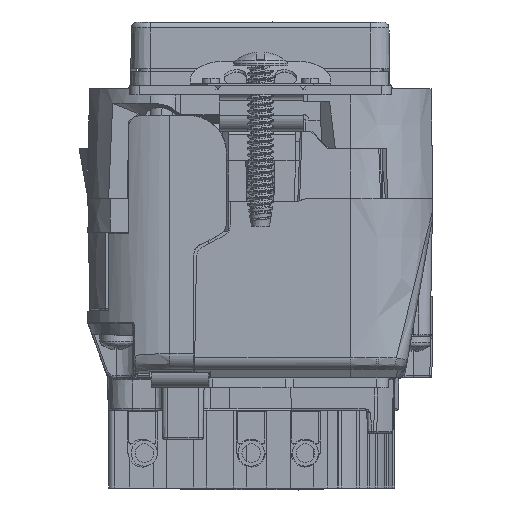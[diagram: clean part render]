
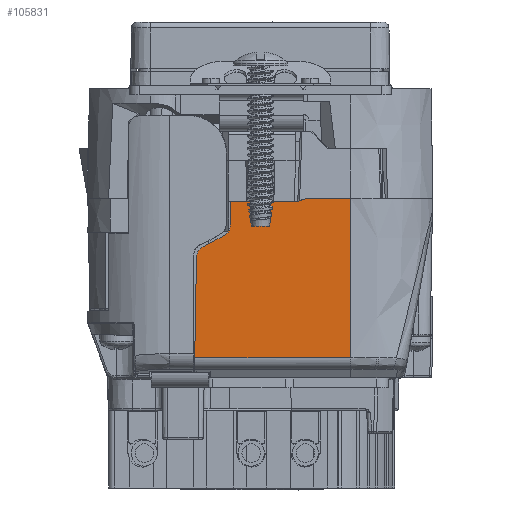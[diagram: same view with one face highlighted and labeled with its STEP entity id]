
A CAD part, front view. The second image highlights one B-rep face of the part: STEP entity #105831.
In plain terms, the highlighted planar face has unit normal (0, -1, -0.018).
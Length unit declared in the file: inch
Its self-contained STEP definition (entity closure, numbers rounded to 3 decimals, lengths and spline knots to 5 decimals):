
#632 =( BOUNDED_CURVE ( )  B_SPLINE_CURVE ( 3, ( #211469, #57755, #231194, #194385 ),
 .UNSPECIFIED., .F., .F. ) 
 B_SPLINE_CURVE_WITH_KNOTS ( ( 4, 4 ),
 ( 3.55508, 3.72651 ),
 .UNSPECIFIED. ) 
 CURVE ( )  GEOMETRIC_REPRESENTATION_ITEM ( )  RATIONAL_B_SPLINE_CURVE ( ( 1., 0.998, 0.998, 1. ) ) 
 REPRESENTATION_ITEM ( '' )  );
#1185 = EDGE_CURVE ( 'NONE', #220328, #140013, #199981, .T. ) ;
#4962 = ORIENTED_EDGE ( 'NONE', *, *, #73989, .T. ) ;
#5958 = CARTESIAN_POINT ( 'NONE',  ( 1.71305, 0.83673, 2.05274 ) ) ;
#6786 = LINE ( 'NONE', #200883, #239203 ) ;
#14857 = CARTESIAN_POINT ( 'NONE',  ( 1.45288, 0.823, 2.83907 ) ) ;
#15275 = CARTESIAN_POINT ( 'NONE',  ( 0.953, 0.82716, 2.60109 ) ) ;
#15357 = FACE_OUTER_BOUND ( 'NONE', #146023, .T. ) ;
#17027 = CARTESIAN_POINT ( 'NONE',  ( 1.49491, 0.82274, 2.85437 ) ) ;
#19773 = ORIENTED_EDGE ( 'NONE', *, *, #111178, .T. ) ;
#21304 =( BOUNDED_CURVE ( )  B_SPLINE_CURVE ( 3, ( #74379, #15275, #111216, #245916 ),
 .UNSPECIFIED., .F., .F. ) 
 B_SPLINE_CURVE_WITH_KNOTS ( ( 4, 4 ),
 ( 0.41348, 1.55334 ),
 .UNSPECIFIED. ) 
 CURVE ( )  GEOMETRIC_REPRESENTATION_ITEM ( )  RATIONAL_B_SPLINE_CURVE ( ( 1., 0.895, 0.895, 1. ) ) 
 REPRESENTATION_ITEM ( '' )  );
#23177 = CARTESIAN_POINT ( 'NONE',  ( 1.11005, 0.82303, 2.83722 ) ) ;
#23941 = EDGE_CURVE ( 'NONE', #176076, #243624, #21304, .T. ) ;
#28556 = CARTESIAN_POINT ( 'NONE',  ( 1.11005, 0.82509, 2.71975 ) ) ;
#29245 = CARTESIAN_POINT ( 'NONE',  ( 1.11005, 0.82277, 2.85222 ) ) ;
#31970 = CARTESIAN_POINT ( 'NONE',  ( 1.45259, 0.82303, 2.83722 ) ) ;
#34806 = ORIENTED_EDGE ( 'NONE', *, *, #1185, .T. ) ;
#35906 = VECTOR ( 'NONE', #71074, 39.37008 ) ;
#39878 = EDGE_CURVE ( 'NONE', #198883, #74001, #93112, .T. ) ;
#48204 = LINE ( 'NONE', #148734, #35906 ) ;
#48923 = DIRECTION ( 'NONE',  ( 0., 0.017, -1. ) ) ;
#54135 = CARTESIAN_POINT ( 'NONE',  ( 1.71207, 0.83673, 2.05274 ) ) ;
#54888 = CARTESIAN_POINT ( 'NONE',  ( 1.71305, 0.82277, 2.85222 ) ) ;
#55218 = AXIS2_PLACEMENT_3D ( 'NONE', #186595, #66331, #87675 ) ;
#56648 = DIRECTION ( 'NONE',  ( -0.017, 0.017, -1. ) ) ;
#57755 = CARTESIAN_POINT ( 'NONE',  ( 1.01276, 0.8267, 2.62732 ) ) ;
#58083 = ORIENTED_EDGE ( 'NONE', *, *, #119656, .T. ) ;
#60104 = CARTESIAN_POINT ( 'NONE',  ( 1.08318, 0.82596, 2.66972 ) ) ;
#64373 = DIRECTION ( 'NONE',  ( 0., -0.017, 1. ) ) ;
#66331 = DIRECTION ( 'NONE',  ( 0., -1., -0.017 ) ) ;
#69752 = CARTESIAN_POINT ( 'NONE',  ( 1.45266, 0.82303, 2.83765 ) ) ;
#70500 = CARTESIAN_POINT ( 'NONE',  ( 1.71305, 0.83673, 2.05274 ) ) ;
#71074 = DIRECTION ( 'NONE',  ( -1., 0., 0. ) ) ;
#73989 = EDGE_CURVE ( 'NONE', #243624, #198883, #222813, .T. ) ;
#74001 = VERTEX_POINT ( 'NONE', #171142 ) ;
#74379 = CARTESIAN_POINT ( 'NONE',  ( 0.97509, 0.82699, 2.61079 ) ) ;
#83617 =( BOUNDED_CURVE ( )  B_SPLINE_CURVE ( 3, ( #28556, #203702, #242100, #144862 ),
 .UNSPECIFIED., .F., .F. ) 
 B_SPLINE_CURVE_WITH_KNOTS ( ( 4, 4 ),
 ( 1.5708, 2.55667 ),
 .UNSPECIFIED. ) 
 CURVE ( )  GEOMETRIC_REPRESENTATION_ITEM ( )  RATIONAL_B_SPLINE_CURVE ( ( 1., 0.921, 0.921, 1. ) ) 
 REPRESENTATION_ITEM ( '' )  );
#85904 = VECTOR ( 'NONE', #113980, 39.37008 ) ;
#86453 = EDGE_CURVE ( 'NONE', #74001, #91978, #110479, .T. ) ;
#87128 = ORIENTED_EDGE ( 'NONE', *, *, #214607, .T. ) ;
#87675 = DIRECTION ( 'NONE',  ( 0., 0.017, -1. ) ) ;
#88014 = CARTESIAN_POINT ( 'NONE',  ( 1.48901, 0.82277, 2.85222 ) ) ;
#89093 = ORIENTED_EDGE ( 'NONE', *, *, #86453, .T. ) ;
#91978 = VERTEX_POINT ( 'NONE', #98730 ) ;
#93112 = LINE ( 'NONE', #5958, #224347 ) ;
#96882 = ORIENTED_EDGE ( 'NONE', *, *, #241147, .T. ) ;
#97220 = CARTESIAN_POINT ( 'NONE',  ( 1.11005, 0.82509, 2.71975 ) ) ;
#98730 = CARTESIAN_POINT ( 'NONE',  ( 1.71305, 0.83673, 2.05274 ) ) ;
#105831 = ADVANCED_FACE ( 'NONE', ( #15357 ), #244600, .T. ) ;
#107649 = CARTESIAN_POINT ( 'NONE',  ( 1.45259, 0.82303, 2.83722 ) ) ;
#110479 = B_SPLINE_CURVE_WITH_KNOTS ( 'NONE', 3,
 ( #248761, #169434, #54135, #188252, #189085, #167774, #70500 ),
 .UNSPECIFIED., .F., .F.,
 ( 4, 3, 4 ),
 ( 0., 0., 0.00003 ),
 .UNSPECIFIED. ) ;
#110810 = CARTESIAN_POINT ( 'NONE',  ( 1.45282, 0.82301, 2.83868 ) ) ;
#111178 = EDGE_CURVE ( 'NONE', #134503, #220328, #48204, .T. ) ;
#111216 = CARTESIAN_POINT ( 'NONE',  ( 0.93963, 0.82751, 2.58101 ) ) ;
#113980 = DIRECTION ( 'NONE',  ( -1., 0., 0. ) ) ;
#119656 = EDGE_CURVE ( 'NONE', #140013, #202133, #83617, .T. ) ;
#128079 = CARTESIAN_POINT ( 'NONE',  ( 1.71305, 0.82277, 2.85222 ) ) ;
#134503 = VERTEX_POINT ( 'NONE', #107649 ) ;
#137174 = ORIENTED_EDGE ( 'NONE', *, *, #39878, .T. ) ;
#140013 = VERTEX_POINT ( 'NONE', #97220 ) ;
#141867 = EDGE_CURVE ( 'NONE', #166314, #180061, #241338, .T. ) ;
#142617 = CARTESIAN_POINT ( 'NONE',  ( 1.45288, 0.823, 2.83907 ) ) ;
#142782 = DIRECTION ( 'NONE',  ( 1., 0., 0. ) ) ;
#143338 = EDGE_CURVE ( 'NONE', #176076, #202133, #632, .T. ) ;
#144862 = CARTESIAN_POINT ( 'NONE',  ( 1.08318, 0.82596, 2.66972 ) ) ;
#146023 = EDGE_LOOP ( 'NONE', ( #4962, #137174, #89093, #87128, #96882, #174388, #172841, #19773, #34806, #58083, #231726, #187262 ) ) ;
#148734 = CARTESIAN_POINT ( 'NONE',  ( 1.71305, 0.82303, 2.83722 ) ) ;
#152016 = B_SPLINE_CURVE_WITH_KNOTS ( 'NONE', 3,
 ( #14857, #110810, #69752, #31970 ),
 .UNSPECIFIED., .F., .F.,
 ( 4, 4 ),
 ( 0., 1. ),
 .UNSPECIFIED. ) ;
#158800 = VECTOR ( 'NONE', #196437, 39.37008 ) ;
#160919 = CARTESIAN_POINT ( 'NONE',  ( 0.93041, 0.83673, 2.05274 ) ) ;
#166314 = VERTEX_POINT ( 'NONE', #88014 ) ;
#167774 = CARTESIAN_POINT ( 'NONE',  ( 1.71273, 0.83673, 2.05274 ) ) ;
#169434 = CARTESIAN_POINT ( 'NONE',  ( 1.71206, 0.83673, 2.05274 ) ) ;
#171142 = CARTESIAN_POINT ( 'NONE',  ( 1.71205, 0.83673, 2.05274 ) ) ;
#172841 = ORIENTED_EDGE ( 'NONE', *, *, #238127, .T. ) ;
#174388 = ORIENTED_EDGE ( 'NONE', *, *, #141867, .T. ) ;
#176076 = VERTEX_POINT ( 'NONE', #231780 ) ;
#180061 = VERTEX_POINT ( 'NONE', #142617 ) ;
#186595 = CARTESIAN_POINT ( 'NONE',  ( 1.71305, 0.82277, 2.85222 ) ) ;
#187262 = ORIENTED_EDGE ( 'NONE', *, *, #23941, .T. ) ;
#188252 = CARTESIAN_POINT ( 'NONE',  ( 1.71207, 0.83673, 2.05274 ) ) ;
#189085 = CARTESIAN_POINT ( 'NONE',  ( 1.7124, 0.83673, 2.05274 ) ) ;
#193988 = CARTESIAN_POINT ( 'NONE',  ( 0.93921, 0.82793, 2.55689 ) ) ;
#194385 = CARTESIAN_POINT ( 'NONE',  ( 1.08318, 0.82596, 2.66972 ) ) ;
#196437 = DIRECTION ( 'NONE',  ( -0.94, 0.006, -0.342 ) ) ;
#198883 = VERTEX_POINT ( 'NONE', #160919 ) ;
#199981 = LINE ( 'NONE', #29245, #248663 ) ;
#200883 = CARTESIAN_POINT ( 'NONE',  ( 1.71305, 0.82277, 2.85222 ) ) ;
#202133 = VERTEX_POINT ( 'NONE', #60104 ) ;
#203702 = CARTESIAN_POINT ( 'NONE',  ( 1.11005, 0.82544, 2.69919 ) ) ;
#208082 = LINE ( 'NONE', #54888, #85904 ) ;
#211469 = CARTESIAN_POINT ( 'NONE',  ( 0.97509, 0.82699, 2.61079 ) ) ;
#212038 = CARTESIAN_POINT ( 'NONE',  ( 0.92948, 0.83766, 1.99949 ) ) ;
#214607 = EDGE_CURVE ( 'NONE', #91978, #229126, #6786, .T. ) ;
#220328 = VERTEX_POINT ( 'NONE', #23177 ) ;
#222813 = LINE ( 'NONE', #212038, #253396 ) ;
#224347 = VECTOR ( 'NONE', #142782, 39.37008 ) ;
#229126 = VERTEX_POINT ( 'NONE', #128079 ) ;
#231194 = CARTESIAN_POINT ( 'NONE',  ( 1.04888, 0.82636, 2.64701 ) ) ;
#231726 = ORIENTED_EDGE ( 'NONE', *, *, #143338, .F. ) ;
#231780 = CARTESIAN_POINT ( 'NONE',  ( 0.97509, 0.82699, 2.61079 ) ) ;
#238127 = EDGE_CURVE ( 'NONE', #180061, #134503, #152016, .T. ) ;
#239203 = VECTOR ( 'NONE', #64373, 39.37008 ) ;
#241147 = EDGE_CURVE ( 'NONE', #229126, #166314, #208082, .T. ) ;
#241338 = LINE ( 'NONE', #17027, #158800 ) ;
#242100 = CARTESIAN_POINT ( 'NONE',  ( 1.10032, 0.82576, 2.68108 ) ) ;
#243624 = VERTEX_POINT ( 'NONE', #193988 ) ;
#244600 = PLANE ( 'NONE',  #55218 ) ;
#245916 = CARTESIAN_POINT ( 'NONE',  ( 0.93921, 0.82793, 2.55689 ) ) ;
#248663 = VECTOR ( 'NONE', #48923, 39.37008 ) ;
#248761 = CARTESIAN_POINT ( 'NONE',  ( 1.71205, 0.83673, 2.05274 ) ) ;
#253396 = VECTOR ( 'NONE', #56648, 39.37008 ) ;
